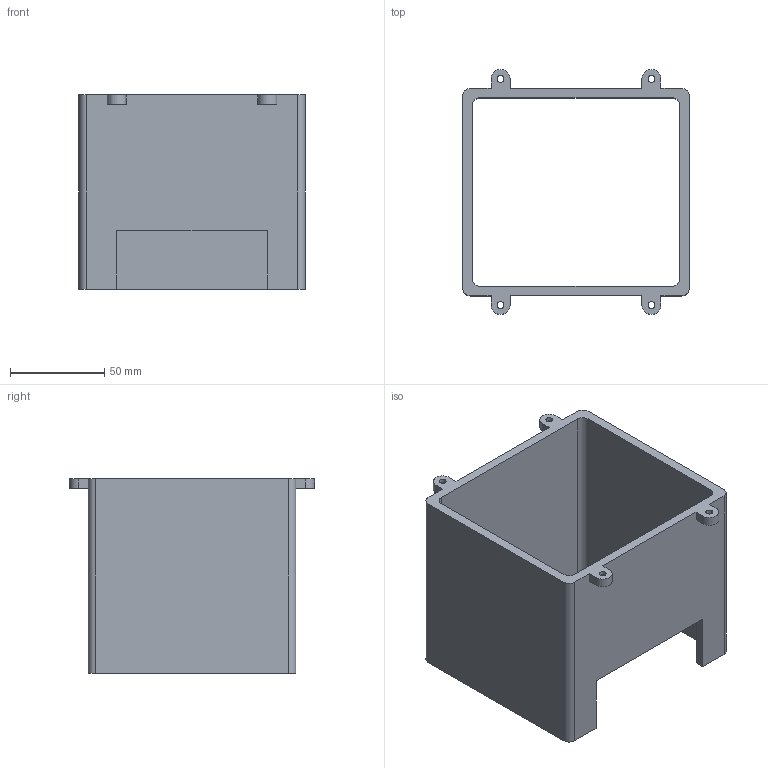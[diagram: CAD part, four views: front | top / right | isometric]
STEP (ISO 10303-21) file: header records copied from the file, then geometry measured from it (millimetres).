
FILE_DESCRIPTION(/* description */ ('STEP AP203'),/* implementation_level */ '2;1');
FILE_NAME(/* name */ '63e10fe9deb7590536bbbec7',/* time_stamp */ '2023-02-06T14:34:17+00:00',/* author */ (''),/* organization */ (''),/* preprocessor_version */ 'ST-DEVELOPER v18.102',/* originating_system */ ' ',/* authorisation */ ' ');
FILE_SCHEMA (('CONFIG_CONTROL_DESIGN'));
Length unit declared in the file: metre
Products named in the file (1): Base
Bounding box: 120 x 130 x 103 mm (x, y, z)
Volume: 215554.1 mm3; surface area: 90253.9 mm2
Topology: 1 solids, 1 shells, 69 faces, 196 edges, 132 vertices
Faces by surface type: plane 53, cylinder 16
Full cylindrical faces by diameter (mm): 3.6 x4
Entity records: 2228 total; most frequent: CARTESIAN_POINT 386, ORIENTED_EDGE 376, DIRECTION 360, EDGE_CURVE 188, LINE 156, VECTOR 156, VERTEX_POINT 128, AXIS2_PLACEMENT_3D 102
